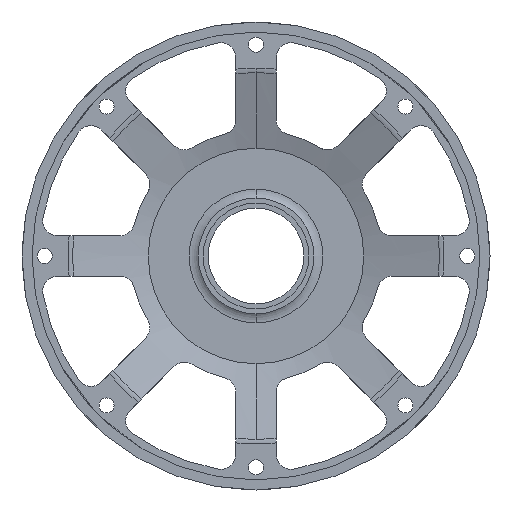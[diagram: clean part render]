
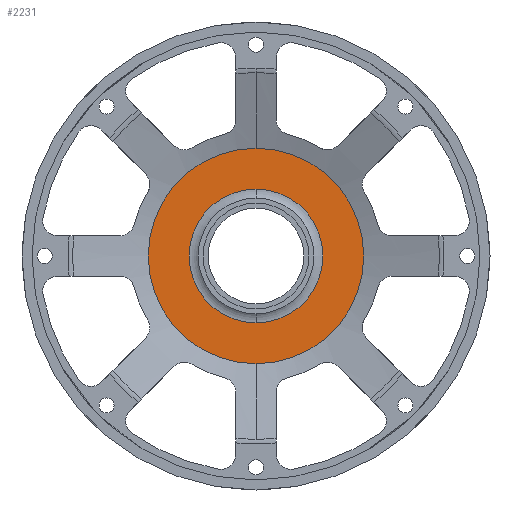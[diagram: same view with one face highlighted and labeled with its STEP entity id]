
A CAD part, front view. The second image highlights one B-rep face of the part: STEP entity #2231.
In plain terms, the highlighted planar face has unit normal (0, -1, 0).
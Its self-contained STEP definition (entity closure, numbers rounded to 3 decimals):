
#97 = CARTESIAN_POINT ( 'NONE',  ( 46.5, 5.098, 13.297 ) ) ;
#128 = DIRECTION ( 'NONE',  ( 0., 0., 1. ) ) ;
#163 = FACE_BOUND ( 'NONE', #5534, .T. ) ;
#610 = ORIENTED_EDGE ( 'NONE', *, *, #664, .T. ) ;
#664 = EDGE_CURVE ( 'NONE', #3460, #2177, #924, .T. ) ;
#843 = ORIENTED_EDGE ( 'NONE', *, *, #4219, .F. ) ;
#924 = CIRCLE ( 'NONE', #4068, 13.297 ) ;
#965 = DIRECTION ( 'NONE',  ( 0., 1., 0. ) ) ;
#1388 = CARTESIAN_POINT ( 'NONE',  ( 46.5, 5.098, 0. ) ) ;
#1430 = DIRECTION ( 'NONE',  ( 0., 0., 1. ) ) ;
#1454 = CARTESIAN_POINT ( 'NONE',  ( 46.5, 5.098, 21.425 ) ) ;
#1610 = AXIS2_PLACEMENT_3D ( 'NONE', #1388, #3324, #5263 ) ;
#1873 = CARTESIAN_POINT ( 'NONE',  ( 46.5, 5.098, 0. ) ) ;
#2088 = FACE_OUTER_BOUND ( 'NONE', #3576, .T. ) ;
#2144 = ORIENTED_EDGE ( 'NONE', *, *, #3696, .F. ) ;
#2177 = VERTEX_POINT ( 'NONE', #97 ) ;
#2231 = ADVANCED_FACE ( 'NONE', ( #163, #2088 ), #2629, .F. ) ;
#2414 = CARTESIAN_POINT ( 'NONE',  ( 46.5, 5.098, -21.425 ) ) ;
#2479 = CIRCLE ( 'NONE', #3489, 21.425 ) ;
#2629 = PLANE ( 'NONE',  #5481 ) ;
#2998 = AXIS2_PLACEMENT_3D ( 'NONE', #4024, #3535, #5473 ) ;
#3125 = CARTESIAN_POINT ( 'NONE',  ( 46.5, 5.098, -13.297 ) ) ;
#3320 = VERTEX_POINT ( 'NONE', #1454 ) ;
#3324 = DIRECTION ( 'NONE',  ( 0., 1., 0. ) ) ;
#3434 = VERTEX_POINT ( 'NONE', #2414 ) ;
#3460 = VERTEX_POINT ( 'NONE', #3125 ) ;
#3489 = AXIS2_PLACEMENT_3D ( 'NONE', #1873, #965, #3822 ) ;
#3535 = DIRECTION ( 'NONE',  ( 0., 1., 0. ) ) ;
#3576 = EDGE_LOOP ( 'NONE', ( #2144, #843 ) ) ;
#3646 = CIRCLE ( 'NONE', #1610, 21.425 ) ;
#3696 = EDGE_CURVE ( 'NONE', #3434, #3320, #3646, .T. ) ;
#3822 = DIRECTION ( 'NONE',  ( 0., 0., 1. ) ) ;
#4022 = EDGE_CURVE ( 'NONE', #2177, #3460, #4192, .T. ) ;
#4024 = CARTESIAN_POINT ( 'NONE',  ( 46.5, 5.098, 0. ) ) ;
#4068 = AXIS2_PLACEMENT_3D ( 'NONE', #5308, #6269, #1430 ) ;
#4087 = DIRECTION ( 'NONE',  ( 0., 1., 0. ) ) ;
#4192 = CIRCLE ( 'NONE', #2998, 13.297 ) ;
#4219 = EDGE_CURVE ( 'NONE', #3320, #3434, #2479, .T. ) ;
#4556 = CARTESIAN_POINT ( 'NONE',  ( 46.5, 5.098, 0. ) ) ;
#5263 = DIRECTION ( 'NONE',  ( 0., 0., 1. ) ) ;
#5308 = CARTESIAN_POINT ( 'NONE',  ( 46.5, 5.098, 0. ) ) ;
#5473 = DIRECTION ( 'NONE',  ( 0., 0., 1. ) ) ;
#5481 = AXIS2_PLACEMENT_3D ( 'NONE', #4556, #4087, #128 ) ;
#5534 = EDGE_LOOP ( 'NONE', ( #6152, #610 ) ) ;
#6152 = ORIENTED_EDGE ( 'NONE', *, *, #4022, .T. ) ;
#6269 = DIRECTION ( 'NONE',  ( 0., 1., 0. ) ) ;
